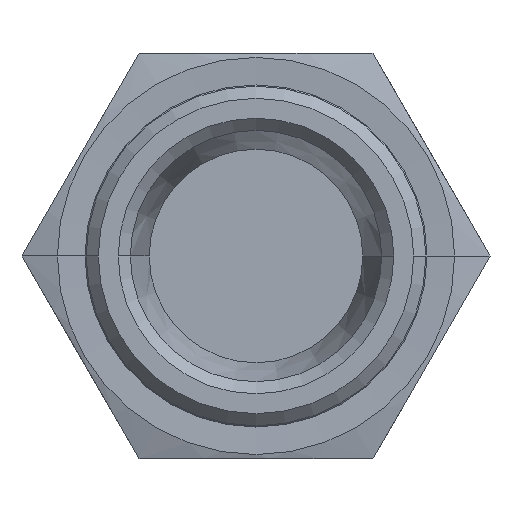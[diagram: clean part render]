
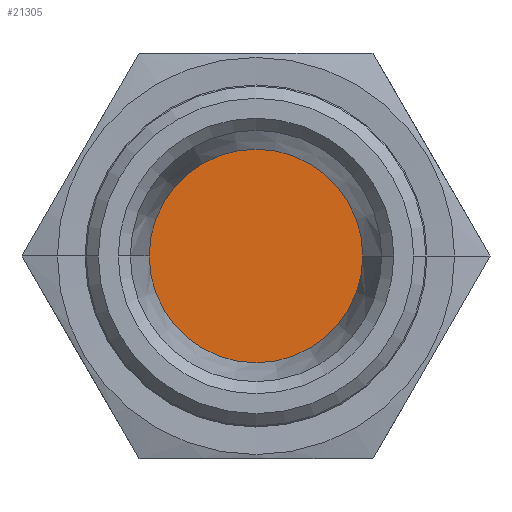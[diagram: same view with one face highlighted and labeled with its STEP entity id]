
A CAD part, front view. The second image highlights one B-rep face of the part: STEP entity #21305.
In plain terms, the highlighted planar face has unit normal (0, -1, 0).
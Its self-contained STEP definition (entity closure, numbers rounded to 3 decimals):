
#256 = EDGE_CURVE ( 'NONE', #28706, #1937, #31925, .T. ) ;
#969 = ORIENTED_EDGE ( 'NONE', *, *, #256, .F. ) ;
#1875 = EDGE_CURVE ( 'NONE', #1937, #28706, #16655, .T. ) ;
#1937 = VERTEX_POINT ( 'NONE', #27695 ) ;
#3109 = PLANE ( 'NONE',  #12362 ) ;
#6109 = DIRECTION ( 'NONE',  ( 0., -1., 0. ) ) ;
#7865 = EDGE_LOOP ( 'NONE', ( #969, #13527 ) ) ;
#9746 = CARTESIAN_POINT ( 'NONE',  ( 0., 163., 0. ) ) ;
#10002 = CARTESIAN_POINT ( 'NONE',  ( 0., 163., -14.25 ) ) ;
#11855 = CARTESIAN_POINT ( 'NONE',  ( 0., 163., 0. ) ) ;
#12362 = AXIS2_PLACEMENT_3D ( 'NONE', #24089, #6109, #27094 ) ;
#12745 = DIRECTION ( 'NONE',  ( 0., 0., -1. ) ) ;
#13527 = ORIENTED_EDGE ( 'NONE', *, *, #1875, .F. ) ;
#14868 = DIRECTION ( 'NONE',  ( 0., 0., -1. ) ) ;
#16655 = CIRCLE ( 'NONE', #16821, 14.25 ) ;
#16821 = AXIS2_PLACEMENT_3D ( 'NONE', #9746, #30728, #12745 ) ;
#18577 = AXIS2_PLACEMENT_3D ( 'NONE', #11855, #32867, #14868 ) ;
#21305 = ADVANCED_FACE ( 'NONE', ( #24376 ), #3109, .T. ) ;
#24089 = CARTESIAN_POINT ( 'NONE',  ( 0., 163., 0. ) ) ;
#24376 = FACE_OUTER_BOUND ( 'NONE', #7865, .T. ) ;
#27094 = DIRECTION ( 'NONE',  ( 0., 0., 1. ) ) ;
#27695 = CARTESIAN_POINT ( 'NONE',  ( 0., 163., 14.25 ) ) ;
#28706 = VERTEX_POINT ( 'NONE', #10002 ) ;
#30728 = DIRECTION ( 'NONE',  ( 0., 1., 0. ) ) ;
#31925 = CIRCLE ( 'NONE', #18577, 14.25 ) ;
#32867 = DIRECTION ( 'NONE',  ( 0., 1., 0. ) ) ;
